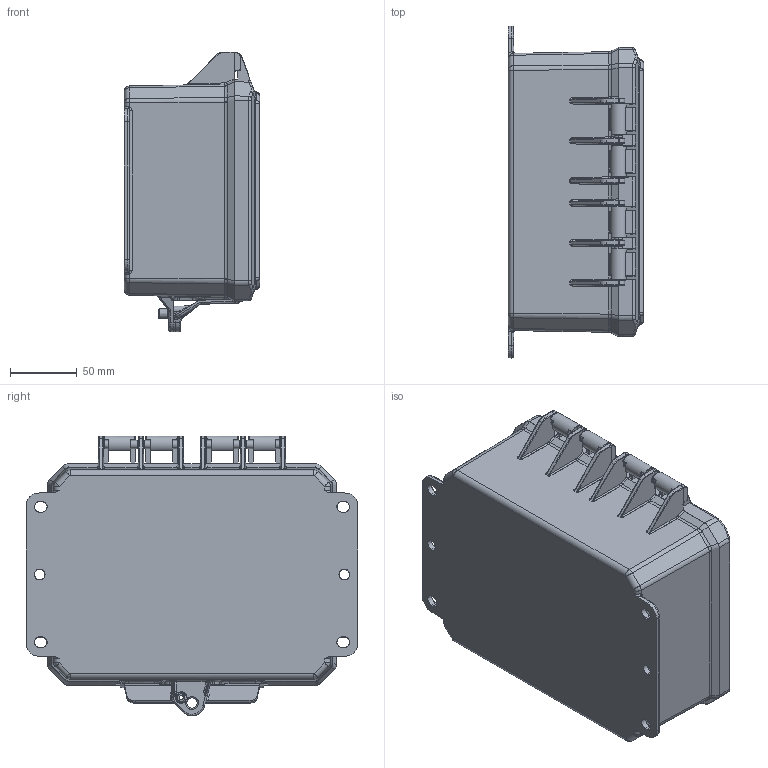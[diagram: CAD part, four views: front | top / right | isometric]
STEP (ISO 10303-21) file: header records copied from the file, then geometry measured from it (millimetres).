
FILE_DESCRIPTION (( 'STEP AP214' ), '1' );
FILE_NAME ('P8063C.STEP', '2016-06-09T10:43:19', ( '' ), ( '' ), 'SwSTEP 2.0', 'SolidWorks 2016', '' );
FILE_SCHEMA (( 'AUTOMOTIVE_DESIGN' ));
Length unit declared in the file: inch
Products named in the file (3): 8X6-LID-SD-HINGE-INT-LATCH_126; 8X6X3-BOX-SD-HINGE-INT-LATCH_12; P8063C
Assembly tree (2 placements, depth 2):
  P8063C
    8X6X3-BOX-SD-HINGE-INT-LATCH_12
    8X6-LID-SD-HINGE-INT-LATCH_126
Bounding box: 101.73 x 248.92 x 209.96 mm (x, y, z)
Volume: 216556.7 mm3; surface area: 340356.4 mm2
Topology: 1 solids, 2 shells, 2266 faces, 5538 edges, 3282 vertices
Faces by surface type: cylinder 841, bspline 763, plane 571, cone 91
Entity records: 112421 total; most frequent: CARTESIAN_POINT 68822, ORIENTED_EDGE 11028, DIRECTION 5781, EDGE_CURVE 5514, VERTEX_POINT 3282, B_SPLINE_CURVE_WITH_KNOTS 2785, EDGE_LOOP 2336, FACE_OUTER_BOUND 2266
